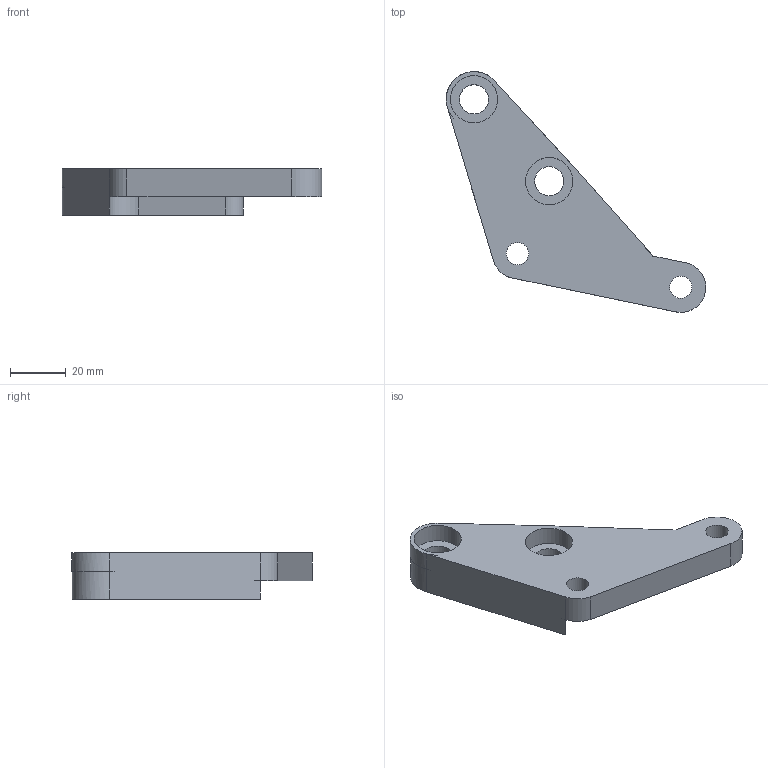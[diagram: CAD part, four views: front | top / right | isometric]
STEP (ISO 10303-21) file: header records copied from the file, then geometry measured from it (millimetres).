
FILE_DESCRIPTION(/* description */ (''),/* implementation_level */ '2;1');
FILE_NAME(/* name */ 'PATE FIX AVANT v2.step',/* time_stamp */ '2024-03-23T17:44:32+01:00',/* author */ (''),/* organization */ (''),/* preprocessor_version */ 'ST-DEVELOPER v20',/* originating_system */ 'Autodesk Translation Framework v12.20.1.177',/* authorisation */ '');
FILE_SCHEMA (('AUTOMOTIVE_DESIGN { 1 0 10303 214 3 1 1 }'));
Length unit declared in the file: millimetre
Products named in the file (1): PATE FIX AVANT
Bounding box: 93.4 x 86.61 x 16.74 mm (x, y, z)
Volume: 43433.1 mm3; surface area: 12646 mm2
Topology: 1 solids, 1 shells, 33 faces, 80 edges, 52 vertices
Faces by surface type: plane 18, cylinder 15
Full cylindrical faces by diameter (mm): 8 x2, 10.5 x2, 17 x2
Entity records: 1023 total; most frequent: DIRECTION 180, CARTESIAN_POINT 166, ORIENTED_EDGE 160, EDGE_CURVE 80, AXIS2_PLACEMENT_3D 66, VERTEX_POINT 52, LINE 48, VECTOR 48
